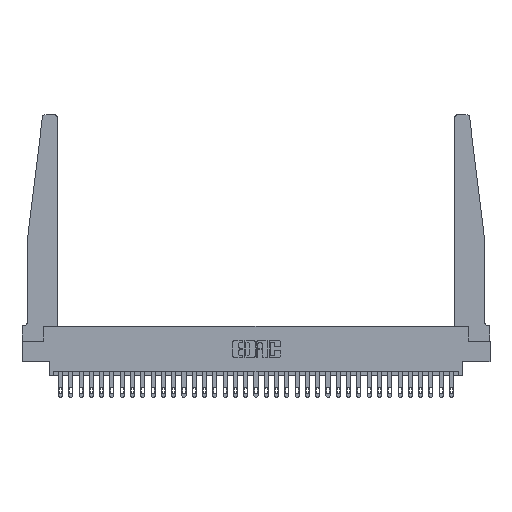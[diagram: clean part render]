
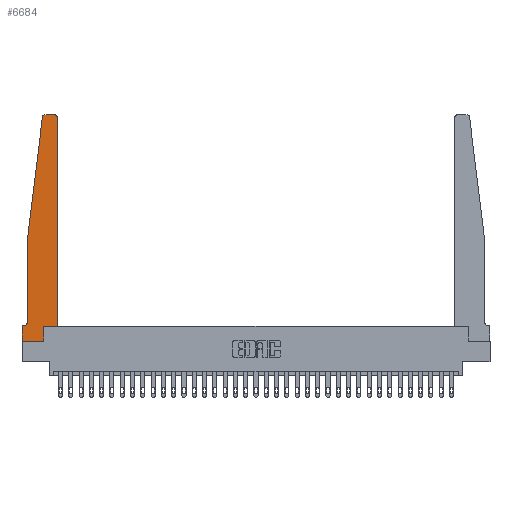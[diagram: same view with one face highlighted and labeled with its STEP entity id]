
A CAD part, top view. The second image highlights one B-rep face of the part: STEP entity #6684.
In plain terms, the highlighted planar face has unit normal (0, 0, 1).
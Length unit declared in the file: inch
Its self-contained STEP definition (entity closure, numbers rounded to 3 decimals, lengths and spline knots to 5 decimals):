
#135 = DIRECTION ( 'NONE',  ( -1., 0., 0. ) ) ;
#137 = LINE ( 'NONE', #283, #15234 ) ;
#283 = CARTESIAN_POINT ( 'NONE',  ( 0.425, 0.18, 0.37 ) ) ;
#382 = DIRECTION ( 'NONE',  ( 1., 0., 0. ) ) ;
#407 = VECTOR ( 'NONE', #14110, 39.37008 ) ;
#566 = VECTOR ( 'NONE', #12662, 39.37008 ) ;
#597 = CARTESIAN_POINT ( 'NONE',  ( 0.065, 0.2375, 0.37 ) ) ;
#693 = CARTESIAN_POINT ( 'NONE',  ( 0.27653, 2.72, 0.37 ) ) ;
#943 = VERTEX_POINT ( 'NONE', #16897 ) ;
#1013 = EDGE_CURVE ( 'NONE', #943, #3460, #29317, .T. ) ;
#1025 = VERTEX_POINT ( 'NONE', #24446 ) ;
#1096 = CARTESIAN_POINT ( 'NONE',  ( 0.2605, 0.18, 0.37 ) ) ;
#1447 = FACE_OUTER_BOUND ( 'NONE', #24375, .T. ) ;
#1454 = CARTESIAN_POINT ( 'NONE',  ( 0., 0.1875, 0.37 ) ) ;
#1462 = VERTEX_POINT ( 'NONE', #597 ) ;
#1525 = EDGE_CURVE ( 'NONE', #6005, #943, #29593, .T. ) ;
#1970 = LINE ( 'NONE', #11607, #26499 ) ;
#2400 = VERTEX_POINT ( 'NONE', #23148 ) ;
#2946 = VECTOR ( 'NONE', #29426, 39.37008 ) ;
#3086 = VECTOR ( 'NONE', #30606, 39.37008 ) ;
#3092 = CARTESIAN_POINT ( 'NONE',  ( 0.395, 2.72, 0.37 ) ) ;
#3460 = VERTEX_POINT ( 'NONE', #24041 ) ;
#4000 = CARTESIAN_POINT ( 'NONE',  ( 0., 0.1875, 0.37 ) ) ;
#4199 = VERTEX_POINT ( 'NONE', #6325 ) ;
#4302 = CARTESIAN_POINT ( 'NONE',  ( 0.25, 2.75, 0.37 ) ) ;
#4764 = CARTESIAN_POINT ( 'NONE',  ( 0.425, 0.18, 0.37 ) ) ;
#4841 = EDGE_CURVE ( 'NONE', #4199, #1025, #28441, .T. ) ;
#5286 = EDGE_CURVE ( 'NONE', #11230, #6005, #19261, .T. ) ;
#5513 = EDGE_CURVE ( 'NONE', #19077, #28519, #7644, .T. ) ;
#6005 = VERTEX_POINT ( 'NONE', #22525 ) ;
#6325 = CARTESIAN_POINT ( 'NONE',  ( 0.24675, 2.72367, 0.37 ) ) ;
#6684 = ADVANCED_FACE ( 'NONE', ( #1447 ), #11094, .T. ) ;
#7384 = VECTOR ( 'NONE', #14060, 39.37008 ) ;
#7644 = LINE ( 'NONE', #15010, #566 ) ;
#8121 = CARTESIAN_POINT ( 'NONE',  ( 0.425, 2.72, 0.37 ) ) ;
#9628 = DIRECTION ( 'NONE',  ( -1., 0., 0. ) ) ;
#9730 = ORIENTED_EDGE ( 'NONE', *, *, #5286, .T. ) ;
#11094 = PLANE ( 'NONE',  #20388 ) ;
#11230 = VERTEX_POINT ( 'NONE', #1454 ) ;
#11239 = CIRCLE ( 'NONE', #30834, 0.05 ) ;
#11607 = CARTESIAN_POINT ( 'NONE',  ( 0.065, 1.25, 0.37 ) ) ;
#12135 = DIRECTION ( 'NONE',  ( 0., 0., -1. ) ) ;
#12239 = VECTOR ( 'NONE', #9628, 39.37008 ) ;
#12662 = DIRECTION ( 'NONE',  ( 0., 1., 0. ) ) ;
#12771 = VERTEX_POINT ( 'NONE', #23407 ) ;
#12842 = DIRECTION ( 'NONE',  ( 0., 0., 1. ) ) ;
#13044 = ORIENTED_EDGE ( 'NONE', *, *, #24570, .T. ) ;
#13146 = DIRECTION ( 'NONE',  ( 1., 0., 0. ) ) ;
#13469 = VECTOR ( 'NONE', #15305, 39.37008 ) ;
#13836 = ORIENTED_EDGE ( 'NONE', *, *, #4841, .T. ) ;
#14060 = DIRECTION ( 'NONE',  ( -1., 0., 0. ) ) ;
#14110 = DIRECTION ( 'NONE',  ( -0.122, -0.992, 0. ) ) ;
#14419 = ORIENTED_EDGE ( 'NONE', *, *, #22846, .T. ) ;
#15010 = CARTESIAN_POINT ( 'NONE',  ( 0.425, 0.18, 0.37 ) ) ;
#15234 = VECTOR ( 'NONE', #19350, 39.37008 ) ;
#15305 = DIRECTION ( 'NONE',  ( 0., 1., 0. ) ) ;
#16120 = VERTEX_POINT ( 'NONE', #19851 ) ;
#16897 = CARTESIAN_POINT ( 'NONE',  ( 0.2605, 0., 0.37 ) ) ;
#18295 = EDGE_CURVE ( 'NONE', #28519, #16120, #27259, .T. ) ;
#18423 = ORIENTED_EDGE ( 'NONE', *, *, #30641, .T. ) ;
#18538 = ORIENTED_EDGE ( 'NONE', *, *, #18295, .T. ) ;
#18732 = ORIENTED_EDGE ( 'NONE', *, *, #1525, .T. ) ;
#19077 = VERTEX_POINT ( 'NONE', #4764 ) ;
#19261 = LINE ( 'NONE', #25890, #3086 ) ;
#19350 = DIRECTION ( 'NONE',  ( 1., 0., 0. ) ) ;
#19584 = ORIENTED_EDGE ( 'NONE', *, *, #5513, .T. ) ;
#19785 = DIRECTION ( 'NONE',  ( 0., 0., 1. ) ) ;
#19851 = CARTESIAN_POINT ( 'NONE',  ( 0.395, 2.75, 0.37 ) ) ;
#19972 = CARTESIAN_POINT ( 'NONE',  ( 0.015, 0.2375, 0.37 ) ) ;
#20102 = EDGE_CURVE ( 'NONE', #12771, #4199, #22800, .T. ) ;
#20388 = AXIS2_PLACEMENT_3D ( 'NONE', #4000, #20688, #13146 ) ;
#20688 = DIRECTION ( 'NONE',  ( 0., 0., 1. ) ) ;
#20690 = LINE ( 'NONE', #4302, #7384 ) ;
#21408 = LINE ( 'NONE', #25980, #12239 ) ;
#22525 = CARTESIAN_POINT ( 'NONE',  ( 0., 0., 0.37 ) ) ;
#22800 = CIRCLE ( 'NONE', #27321, 0.03 ) ;
#22846 = EDGE_CURVE ( 'NONE', #1462, #2400, #11239, .T. ) ;
#23148 = CARTESIAN_POINT ( 'NONE',  ( 0.015, 0.1875, 0.37 ) ) ;
#23407 = CARTESIAN_POINT ( 'NONE',  ( 0.27653, 2.75, 0.37 ) ) ;
#23753 = AXIS2_PLACEMENT_3D ( 'NONE', #3092, #19785, #29234 ) ;
#24041 = CARTESIAN_POINT ( 'NONE',  ( 0.2605, 0.18, 0.37 ) ) ;
#24375 = EDGE_LOOP ( 'NONE', ( #24491, #29569, #13836, #18423, #14419, #13044, #9730, #18732, #25131, #26957, #19584, #18538 ) ) ;
#24446 = CARTESIAN_POINT ( 'NONE',  ( 0.065, 1.25, 0.37 ) ) ;
#24491 = ORIENTED_EDGE ( 'NONE', *, *, #29867, .T. ) ;
#24512 = EDGE_CURVE ( 'NONE', #3460, #19077, #137, .T. ) ;
#24570 = EDGE_CURVE ( 'NONE', #2400, #11230, #21408, .T. ) ;
#25131 = ORIENTED_EDGE ( 'NONE', *, *, #1013, .T. ) ;
#25890 = CARTESIAN_POINT ( 'NONE',  ( 0., 0., 0.37 ) ) ;
#25924 = CARTESIAN_POINT ( 'NONE',  ( 0.065, 1.25, 0.37 ) ) ;
#25980 = CARTESIAN_POINT ( 'NONE',  ( 0.065, 0.1875, 0.37 ) ) ;
#26499 = VECTOR ( 'NONE', #30805, 39.37008 ) ;
#26926 = CARTESIAN_POINT ( 'NONE',  ( 0., 0., 0.37 ) ) ;
#26957 = ORIENTED_EDGE ( 'NONE', *, *, #24512, .T. ) ;
#27259 = CIRCLE ( 'NONE', #23753, 0.03 ) ;
#27321 = AXIS2_PLACEMENT_3D ( 'NONE', #693, #12842, #382 ) ;
#28441 = LINE ( 'NONE', #25924, #407 ) ;
#28519 = VERTEX_POINT ( 'NONE', #8121 ) ;
#29234 = DIRECTION ( 'NONE',  ( 1., 0., 0. ) ) ;
#29317 = LINE ( 'NONE', #1096, #13469 ) ;
#29426 = DIRECTION ( 'NONE',  ( 1., 0., 0. ) ) ;
#29569 = ORIENTED_EDGE ( 'NONE', *, *, #20102, .T. ) ;
#29593 = LINE ( 'NONE', #26926, #2946 ) ;
#29867 = EDGE_CURVE ( 'NONE', #16120, #12771, #20690, .T. ) ;
#30606 = DIRECTION ( 'NONE',  ( 0., -1., 0. ) ) ;
#30641 = EDGE_CURVE ( 'NONE', #1025, #1462, #1970, .T. ) ;
#30805 = DIRECTION ( 'NONE',  ( 0., -1., 0. ) ) ;
#30834 = AXIS2_PLACEMENT_3D ( 'NONE', #19972, #12135, #135 ) ;
